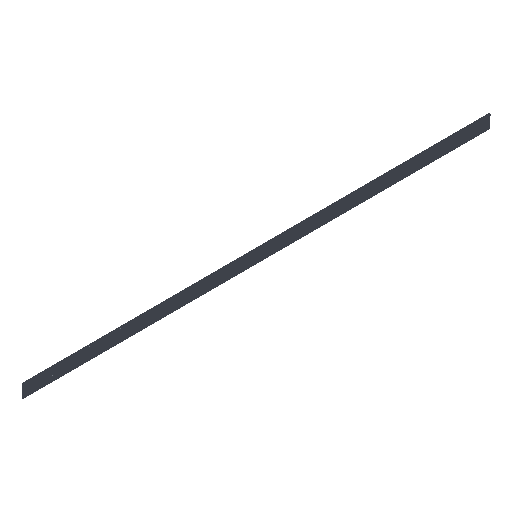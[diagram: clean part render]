
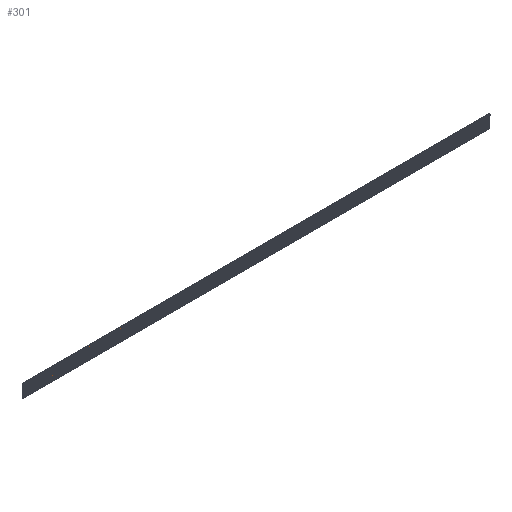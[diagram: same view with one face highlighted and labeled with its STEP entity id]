
A CAD part, isometric view. The second image highlights one B-rep face of the part: STEP entity #301.
In plain terms, the highlighted planar face has unit normal (0, -1, 0).
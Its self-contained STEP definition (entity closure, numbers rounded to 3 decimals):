
#34 = DIRECTION ( 'NONE',  ( 0., 0., -1. ) ) ;
#301 = ADVANCED_FACE ( 'NONE', ( #7134 ), #1149, .F. ) ;
#325 = EDGE_CURVE ( 'NONE', #6307, #9679, #980, .T. ) ;
#437 = VECTOR ( 'NONE', #34, 1000. ) ;
#785 = ORIENTED_EDGE ( 'NONE', *, *, #8466, .T. ) ;
#974 = ORIENTED_EDGE ( 'NONE', *, *, #1846, .F. ) ;
#980 = LINE ( 'NONE', #1115, #2137 ) ;
#1115 = CARTESIAN_POINT ( 'NONE',  ( 6000., -6., 79. ) ) ;
#1149 = PLANE ( 'NONE',  #10224 ) ;
#1180 = DIRECTION ( 'NONE',  ( 0., 1., 0. ) ) ;
#1390 = EDGE_CURVE ( 'NONE', #5804, #10354, #1859, .T. ) ;
#1772 = LINE ( 'NONE', #10291, #10402 ) ;
#1846 = EDGE_CURVE ( 'NONE', #6307, #5804, #2227, .T. ) ;
#1859 = LINE ( 'NONE', #2882, #2115 ) ;
#1951 = CARTESIAN_POINT ( 'NONE',  ( 6000., -6., 79. ) ) ;
#2115 = VECTOR ( 'NONE', #9333, 1000. ) ;
#2137 = VECTOR ( 'NONE', #6844, 1000. ) ;
#2227 = LINE ( 'NONE', #8792, #437 ) ;
#2480 = CARTESIAN_POINT ( 'NONE',  ( 6000., -6., -79. ) ) ;
#2679 = CARTESIAN_POINT ( 'NONE',  ( 0., -6., -79. ) ) ;
#2787 = CARTESIAN_POINT ( 'NONE',  ( 6000., -6., 79. ) ) ;
#2882 = CARTESIAN_POINT ( 'NONE',  ( 6000., -6., -79. ) ) ;
#5804 = VERTEX_POINT ( 'NONE', #2480 ) ;
#6307 = VERTEX_POINT ( 'NONE', #1951 ) ;
#6844 = DIRECTION ( 'NONE',  ( -1., 0., 0. ) ) ;
#7134 = FACE_OUTER_BOUND ( 'NONE', #7282, .T. ) ;
#7282 = EDGE_LOOP ( 'NONE', ( #785, #8800, #974, #8872 ) ) ;
#8466 = EDGE_CURVE ( 'NONE', #9679, #10354, #1772, .T. ) ;
#8792 = CARTESIAN_POINT ( 'NONE',  ( 6000., -6., 79. ) ) ;
#8800 = ORIENTED_EDGE ( 'NONE', *, *, #1390, .F. ) ;
#8872 = ORIENTED_EDGE ( 'NONE', *, *, #325, .T. ) ;
#8888 = CARTESIAN_POINT ( 'NONE',  ( 0., -6., 79. ) ) ;
#9333 = DIRECTION ( 'NONE',  ( -1., 0., 0. ) ) ;
#9679 = VERTEX_POINT ( 'NONE', #8888 ) ;
#10051 = DIRECTION ( 'NONE',  ( 0., 0., 1. ) ) ;
#10224 = AXIS2_PLACEMENT_3D ( 'NONE', #2787, #1180, #10051 ) ;
#10257 = DIRECTION ( 'NONE',  ( 0., 0., -1. ) ) ;
#10291 = CARTESIAN_POINT ( 'NONE',  ( 0., -6., 79. ) ) ;
#10354 = VERTEX_POINT ( 'NONE', #2679 ) ;
#10402 = VECTOR ( 'NONE', #10257, 1000. ) ;
